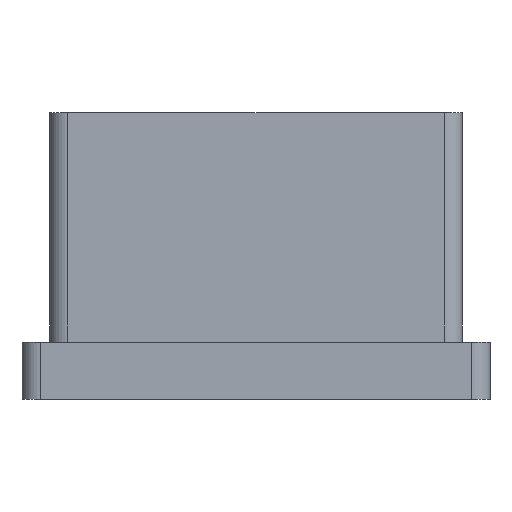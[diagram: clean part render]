
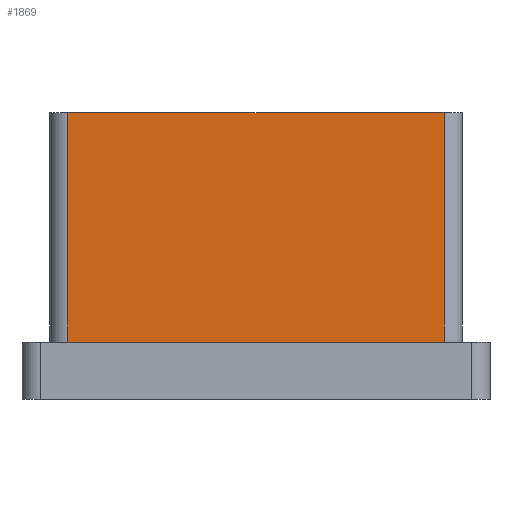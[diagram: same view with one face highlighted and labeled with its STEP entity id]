
A CAD part, left-side view. The second image highlights one B-rep face of the part: STEP entity #1869.
In plain terms, the highlighted planar face has unit normal (-1, 0, 0).
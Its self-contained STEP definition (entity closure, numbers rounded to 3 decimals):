
#129=PLANE('',#2043);
#188=FACE_OUTER_BOUND('',#303,.T.);
#303=EDGE_LOOP('',(#1411,#1412,#1413,#1414));
#459=LINE('',#2811,#620);
#460=LINE('',#2813,#621);
#461=LINE('',#2815,#622);
#462=LINE('',#2816,#623);
#620=VECTOR('',#2347,10.414);
#621=VECTOR('',#2348,6.35);
#622=VECTOR('',#2349,10.414);
#623=VECTOR('',#2350,6.35);
#868=VERTEX_POINT('',#2809);
#869=VERTEX_POINT('',#2810);
#870=VERTEX_POINT('',#2812);
#871=VERTEX_POINT('',#2814);
#1080=EDGE_CURVE('',#868,#869,#459,.T.);
#1081=EDGE_CURVE('',#869,#870,#460,.T.);
#1082=EDGE_CURVE('',#871,#870,#461,.T.);
#1083=EDGE_CURVE('',#871,#868,#462,.T.);
#1411=ORIENTED_EDGE('',*,*,#1080,.T.);
#1412=ORIENTED_EDGE('',*,*,#1081,.T.);
#1413=ORIENTED_EDGE('',*,*,#1082,.F.);
#1414=ORIENTED_EDGE('',*,*,#1083,.T.);
#1869=ADVANCED_FACE('',(#188),#129,.T.);
#2043=AXIS2_PLACEMENT_3D('',#2808,#2345,#2346);
#2345=DIRECTION('center_axis',(-1.,0.,0.));
#2346=DIRECTION('ref_axis',(0.,-1.,0.));
#2347=DIRECTION('',(0.,-1.,0.));
#2348=DIRECTION('',(0.,0.,1.));
#2349=DIRECTION('',(0.,-1.,0.));
#2350=DIRECTION('',(0.,0.,-1.));
#2808=CARTESIAN_POINT('Origin',(-5.715,5.715,-4.572));
#2809=CARTESIAN_POINT('',(-5.715,5.207,-4.572));
#2810=CARTESIAN_POINT('',(-5.715,-5.207,-4.572));
#2811=CARTESIAN_POINT('',(-5.715,5.207,-4.572));
#2812=CARTESIAN_POINT('',(-5.715,-5.207,1.778));
#2813=CARTESIAN_POINT('',(-5.715,-5.207,-4.572));
#2814=CARTESIAN_POINT('',(-5.715,5.207,1.778));
#2815=CARTESIAN_POINT('',(-5.715,5.207,1.778));
#2816=CARTESIAN_POINT('',(-5.715,5.207,1.778));
